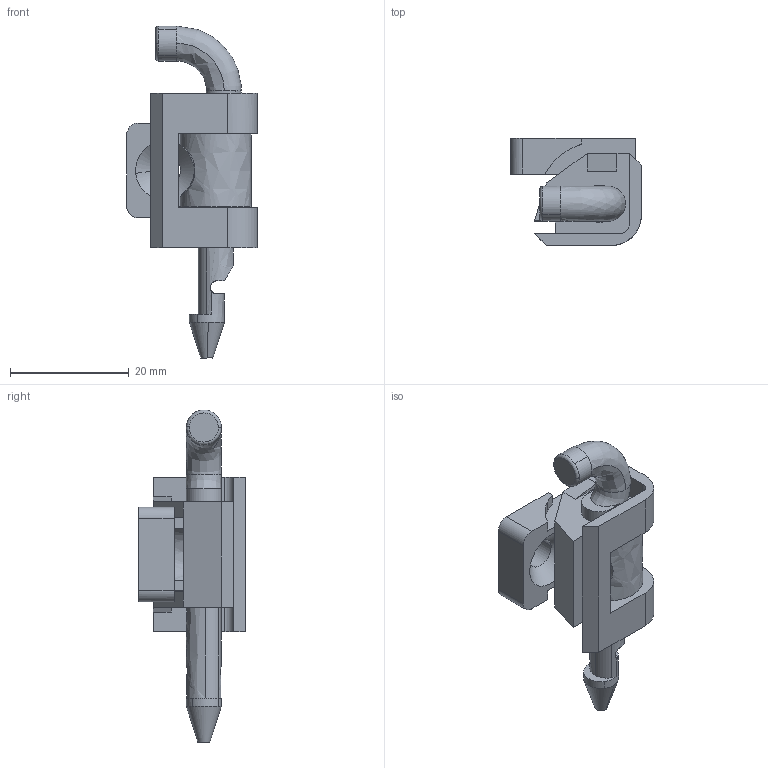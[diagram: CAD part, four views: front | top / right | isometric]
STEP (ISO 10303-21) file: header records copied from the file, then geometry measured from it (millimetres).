
FILE_DESCRIPTION((''),'2;1');
FILE_NAME('','2006-10-27T18:04:19',(''),(''),'','CADfix','');
FILE_SCHEMA(('AUTOMOTIVE_DESIGN'));
Length unit declared in the file: millimetre
Products named in the file (4): shaft; hinge pieces_B; hinge pieces_A; TEH_1110_U24_3317_36
Assembly tree (3 placements, depth 2):
  TEH_1110_U24_3317_36
    shaft
    hinge pieces_B
    hinge pieces_A
Bounding box: 22 x 18 x 55.95 mm (x, y, z)
Volume: 5931.3 mm3; surface area: 5003.7 mm2
Topology: 3 solids, 3 shells, 96 faces, 294 edges, 203 vertices
Faces by surface type: bspline 96
Entity records: 9681 total; most frequent: CARTESIAN_POINT 7933, ORIENTED_EDGE 588, EDGE_CURVE 294, VERTEX_POINT 203, QUASI_UNIFORM_CURVE 165, EDGE_LOOP 103, FACE_OUTER_BOUND 96, ADVANCED_FACE 96
